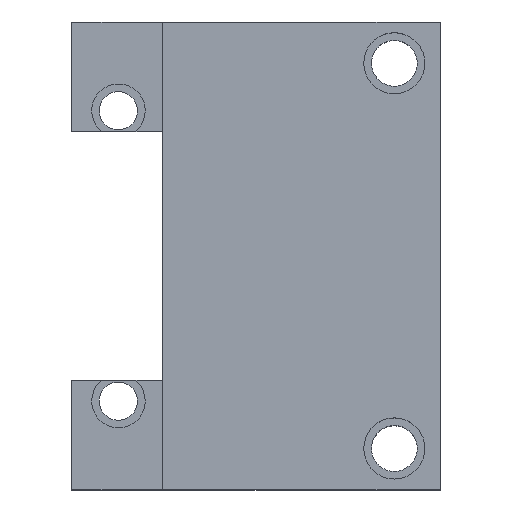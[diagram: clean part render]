
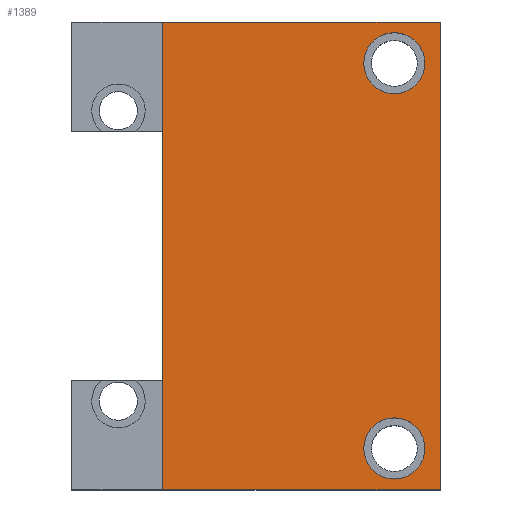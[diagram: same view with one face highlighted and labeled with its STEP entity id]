
A CAD part, top view. The second image highlights one B-rep face of the part: STEP entity #1389.
In plain terms, the highlighted planar face has unit normal (0, 0, 1).
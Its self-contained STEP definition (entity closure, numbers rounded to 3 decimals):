
#19=FACE_BOUND('',#212,.T.);
#20=FACE_BOUND('',#213,.T.);
#67=PLANE('',#1477);
#137=FACE_OUTER_BOUND('',#211,.T.);
#211=EDGE_LOOP('',(#1209,#1210,#1211,#1212));
#212=EDGE_LOOP('',(#1213));
#213=EDGE_LOOP('',(#1214));
#243=LINE('',#1885,#423);
#251=LINE('',#1902,#431);
#371=LINE('',#2157,#551);
#374=LINE('',#2162,#554);
#423=VECTOR('',#1535,10.);
#431=VECTOR('',#1545,10.);
#551=VECTOR('',#1765,10.);
#554=VECTOR('',#1770,10.);
#597=CIRCLE('',#1412,2.);
#600=CIRCLE('',#1417,2.);
#613=VERTEX_POINT('',#1853);
#616=VERTEX_POINT('',#1862);
#623=VERTEX_POINT('',#1882);
#624=VERTEX_POINT('',#1884);
#631=VERTEX_POINT('',#1899);
#632=VERTEX_POINT('',#1901);
#743=EDGE_CURVE('',#613,#613,#597,.T.);
#747=EDGE_CURVE('',#616,#616,#600,.T.);
#757=EDGE_CURVE('',#623,#624,#243,.T.);
#765=EDGE_CURVE('',#631,#632,#251,.T.);
#893=EDGE_CURVE('',#623,#632,#371,.T.);
#896=EDGE_CURVE('',#624,#631,#374,.T.);
#1209=ORIENTED_EDGE('',*,*,#896,.F.);
#1210=ORIENTED_EDGE('',*,*,#757,.F.);
#1211=ORIENTED_EDGE('',*,*,#893,.T.);
#1212=ORIENTED_EDGE('',*,*,#765,.F.);
#1213=ORIENTED_EDGE('',*,*,#743,.T.);
#1214=ORIENTED_EDGE('',*,*,#747,.T.);
#1389=ADVANCED_FACE('',(#137,#19,#20),#67,.T.);
#1412=AXIS2_PLACEMENT_3D('',#1854,#1501,#1502);
#1417=AXIS2_PLACEMENT_3D('',#1863,#1512,#1513);
#1477=AXIS2_PLACEMENT_3D('',#2161,#1768,#1769);
#1501=DIRECTION('center_axis',(0.,0.,-1.));
#1502=DIRECTION('ref_axis',(-1.,0.,0.));
#1512=DIRECTION('center_axis',(0.,0.,-1.));
#1513=DIRECTION('ref_axis',(-1.,0.,0.));
#1535=DIRECTION('',(-1.,0.,0.));
#1545=DIRECTION('',(1.,0.,0.));
#1765=DIRECTION('',(0.,1.,0.));
#1768=DIRECTION('center_axis',(0.,0.,1.));
#1769=DIRECTION('ref_axis',(1.,0.,0.));
#1770=DIRECTION('',(0.,1.,0.));
#1853=CARTESIAN_POINT('',(21.811,-1.573,10.4));
#1854=CARTESIAN_POINT('Origin',(19.811,-1.573,10.4));
#1862=CARTESIAN_POINT('',(21.811,23.627,10.4));
#1863=CARTESIAN_POINT('Origin',(19.811,23.627,10.4));
#1882=CARTESIAN_POINT('',(22.811,-4.273,10.4));
#1884=CARTESIAN_POINT('',(4.636,-4.273,10.4));
#1885=CARTESIAN_POINT('',(4.636,-4.273,10.4));
#1899=CARTESIAN_POINT('',(4.636,26.327,10.4));
#1901=CARTESIAN_POINT('',(22.811,26.327,10.4));
#1902=CARTESIAN_POINT('',(18.311,26.327,10.4));
#2157=CARTESIAN_POINT('',(22.811,23.327,10.4));
#2161=CARTESIAN_POINT('Origin',(11.474,11.027,10.4));
#2162=CARTESIAN_POINT('',(4.636,23.327,10.4));
